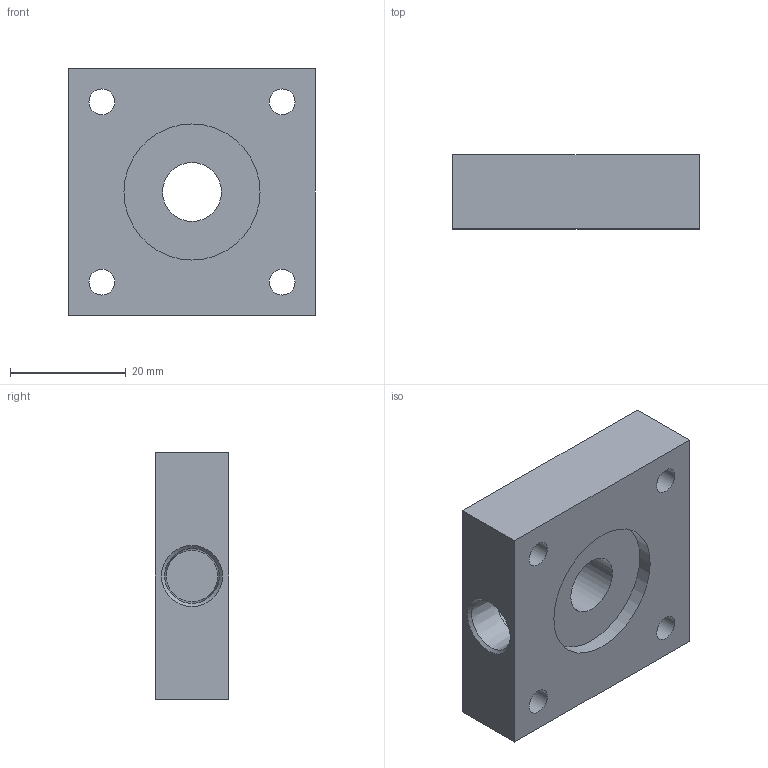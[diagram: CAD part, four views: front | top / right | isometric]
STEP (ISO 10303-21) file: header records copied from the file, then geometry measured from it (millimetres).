
FILE_DESCRIPTION( ( '' ), ' ' );
FILE_NAME( '57cc581e2adf32107b40e95b.step', '2016-09-04T17:21:34', ( '' ), ( '' ), ' ', ' ', ' ' );
FILE_SCHEMA( ( 'AUTOMOTIVE_DESIGN { 1 0 10303 214 1 1 1 1 }' ) );
Length unit declared in the file: metre
Products named in the file (1): Motor_Pivot
Bounding box: 42.55 x 12.7 x 42.55 mm (x, y, z)
Volume: 19262.3 mm3; surface area: 7122.2 mm2
Topology: 1 solids, 1 shells, 21 faces, 54 edges, 38 vertices
Faces by surface type: plane 9, cylinder 8, cone 4
Full cylindrical faces by diameter (mm): 4.445 x4, 8.915 x2, 10.16 x1, 23.495 x1
Entity records: 710 total; most frequent: DIRECTION 96, CARTESIAN_POINT 82, ORIENTED_EDGE 64, EDGE_LOOP 46, AXIS2_PLACEMENT_3D 42, EDGE_CURVE 32, FACE_OUTER_BOUND 29, VERTEX_POINT 28
